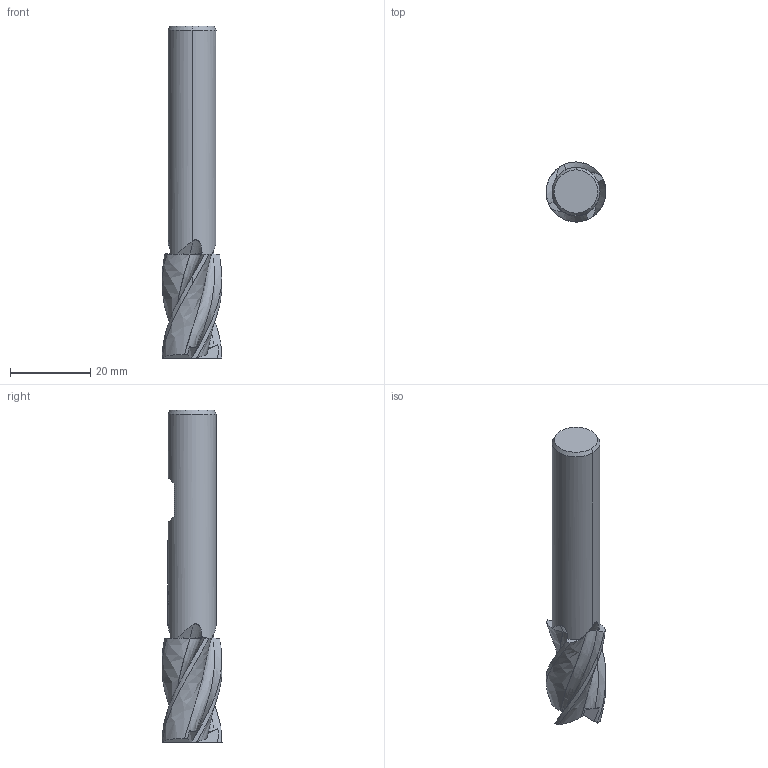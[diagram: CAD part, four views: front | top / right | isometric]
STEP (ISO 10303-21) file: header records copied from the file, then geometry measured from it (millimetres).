
FILE_DESCRIPTION(('no description'),'unknown implementation level');
FILE_NAME('solidDxk6drpnr9StOgtvpnJ_R9Z9Ppc_1.STP',' ',('CIM GmbH Aachen'),('CADClick - KiM GmbH - www.kimweb.de'),'unknown preprocess','ACIS','unknown authorization');
FILE_SCHEMA(('automotive_design'));
Length unit declared in the file: millimetre
Products named in the file (1): 1
Bounding box: 15 x 15 x 83 mm (x, y, z)
Volume: 8739.7 mm3; surface area: 3736.6 mm2
Topology: 1 solids, 1 shells, 86 faces, 240 edges, 155 vertices
Faces by surface type: plane 39, bspline 16, revolution 12, cone 10, cylinder 9
Entity records: 9825 total; most frequent: CARTESIAN_POINT 5151, STYLED_ITEM 482, PRESENTATION_STYLE_ASSIGNMENT 482, COLOUR_RGB 482, ORIENTED_EDGE 480, DIRECTION 317, EDGE_CURVE 240, CURVE_STYLE 240
